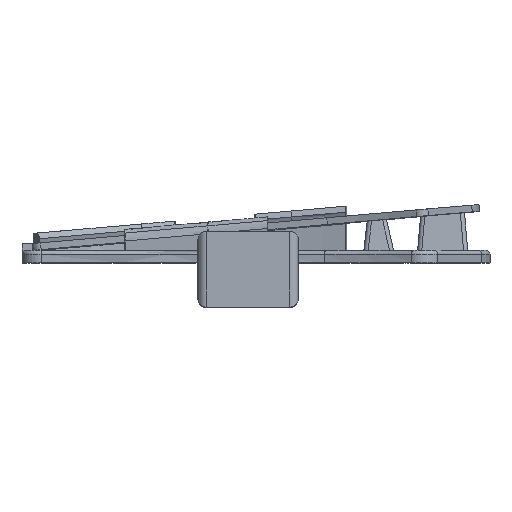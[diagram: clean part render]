
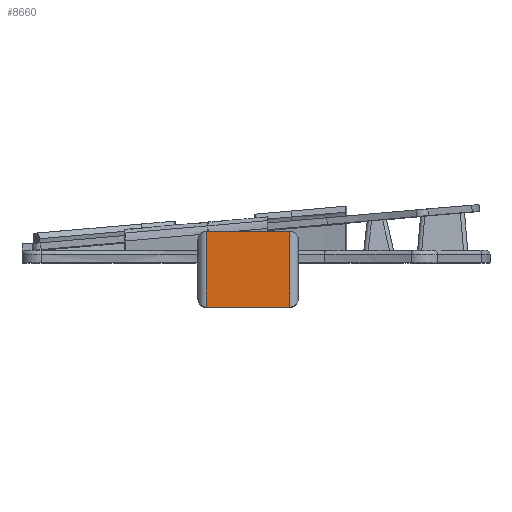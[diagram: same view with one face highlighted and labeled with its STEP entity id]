
A CAD part, top view. The second image highlights one B-rep face of the part: STEP entity #8660.
In plain terms, the highlighted planar face has unit normal (0, 0, 1).
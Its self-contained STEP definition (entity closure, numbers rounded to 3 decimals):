
#806=PLANE('',#9540);
#1243=FACE_OUTER_BOUND('',#2030,.T.);
#2030=EDGE_LOOP('',(#7962,#7963,#7964,#7965));
#2978=LINE('',#16446,#3536);
#3011=LINE('',#16535,#3569);
#3015=LINE('',#16543,#3573);
#3016=LINE('',#16544,#3574);
#3536=VECTOR('',#11711,10.);
#3569=VECTOR('',#11812,10.);
#3573=VECTOR('',#11822,10.);
#3574=VECTOR('',#11823,10.);
#4334=VERTEX_POINT('',#16441);
#4335=VERTEX_POINT('',#16445);
#4355=VERTEX_POINT('',#16528);
#4357=VERTEX_POINT('',#16534);
#5518=EDGE_CURVE('',#4335,#4334,#2978,.T.);
#5563=EDGE_CURVE('',#4357,#4355,#3011,.T.);
#5568=EDGE_CURVE('',#4335,#4355,#3015,.T.);
#5569=EDGE_CURVE('',#4334,#4357,#3016,.T.);
#7962=ORIENTED_EDGE('',*,*,#5518,.F.);
#7963=ORIENTED_EDGE('',*,*,#5568,.T.);
#7964=ORIENTED_EDGE('',*,*,#5563,.F.);
#7965=ORIENTED_EDGE('',*,*,#5569,.F.);
#8660=ADVANCED_FACE('',(#1243),#806,.T.);
#9540=AXIS2_PLACEMENT_3D('',#16542,#11820,#11821);
#11711=DIRECTION('',(0.,1.,0.));
#11812=DIRECTION('',(0.,-1.,0.));
#11820=DIRECTION('center_axis',(0.,0.,1.));
#11821=DIRECTION('ref_axis',(0.,-1.,0.));
#11822=DIRECTION('',(1.,0.,0.));
#11823=DIRECTION('',(1.,0.,0.));
#16441=CARTESIAN_POINT('',(41.5,4.25,141.));
#16445=CARTESIAN_POINT('',(41.5,-13.83,141.));
#16446=CARTESIAN_POINT('',(41.5,-0.27,141.));
#16528=CARTESIAN_POINT('',(61.5,-13.83,141.));
#16534=CARTESIAN_POINT('',(61.5,4.25,141.));
#16535=CARTESIAN_POINT('',(61.5,-0.27,141.));
#16542=CARTESIAN_POINT('Origin',(51.5,4.25,141.));
#16543=CARTESIAN_POINT('',(51.5,-13.83,141.));
#16544=CARTESIAN_POINT('',(51.5,4.25,141.));
